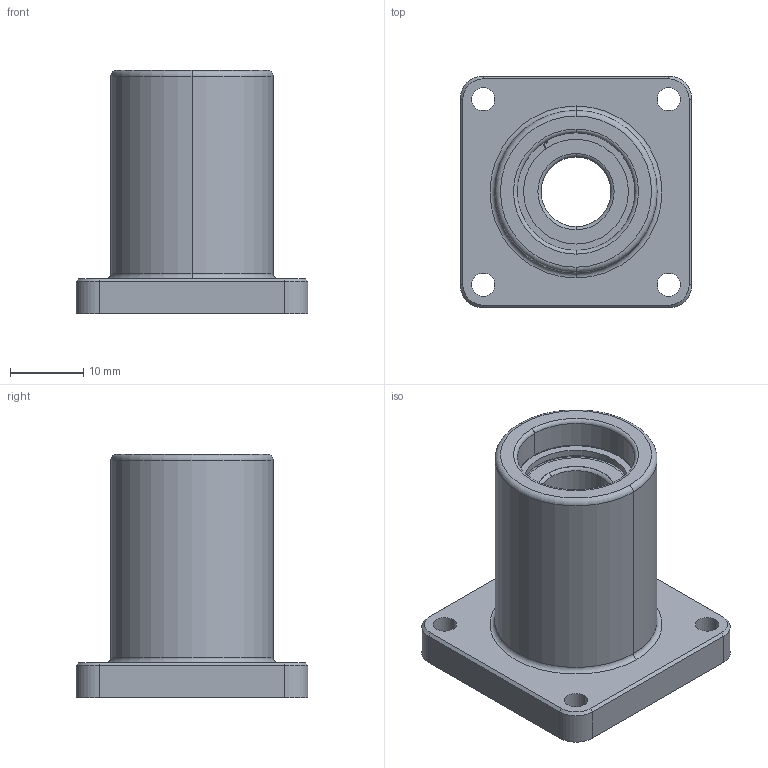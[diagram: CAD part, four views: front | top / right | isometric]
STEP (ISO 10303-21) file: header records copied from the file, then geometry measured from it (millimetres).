
FILE_DESCRIPTION (( 'STEP AP203' ), '1' );
FILE_NAME ('SFP06C.step', '2023-06-07T12:35:59', ( '' ), ( '' ), 'SwSTEP 2.0', 'SolidWorks 2021', '' );
FILE_SCHEMA (( 'CONFIG_CONTROL_DESIGN' ));
Length unit declared in the file: inch
Products named in the file (1): SFP06C
Bounding box: 31.75 x 31.75 x 33.27 mm (x, y, z)
Volume: 11664.1 mm3; surface area: 10581.4 mm2
Topology: 7 solids, 7 shells, 169 faces, 392 edges, 244 vertices
Faces by surface type: cylinder 74, plane 41, torus 26, cone 20, bspline 8
Entity records: 5055 total; most frequent: CARTESIAN_POINT 950, DIRECTION 942, ORIENTED_EDGE 784, AXIS2_PLACEMENT_3D 396, EDGE_CURVE 392, VERTEX_POINT 244, CIRCLE 234, EDGE_LOOP 194
